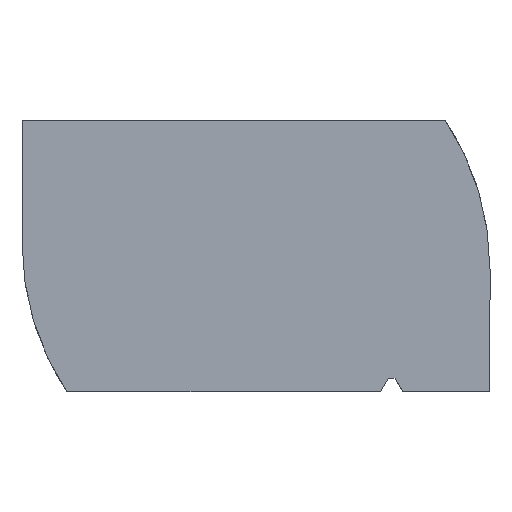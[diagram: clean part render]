
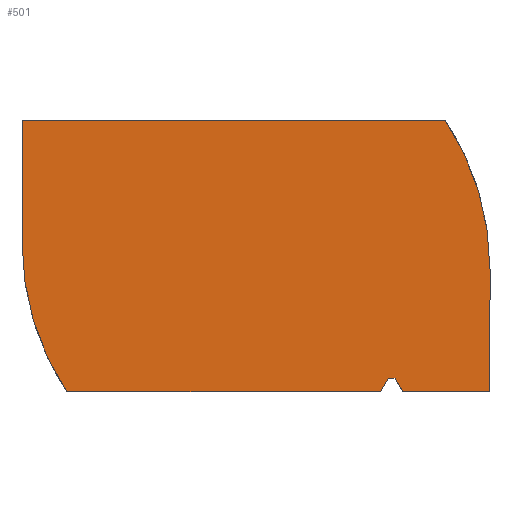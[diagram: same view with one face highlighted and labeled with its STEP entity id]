
A CAD part, front view. The second image highlights one B-rep face of the part: STEP entity #501.
In plain terms, the highlighted planar face has unit normal (0, -1, 0).
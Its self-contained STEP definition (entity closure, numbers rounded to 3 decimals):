
#75 = ORIENTED_EDGE ( 'NONE', *, *, #899, .F. ) ;
#98 = CARTESIAN_POINT ( 'NONE',  ( 17.25, 0., -1. ) ) ;
#138 = DIRECTION ( 'NONE',  ( -1., 0., 0. ) ) ;
#155 = LINE ( 'NONE', #940, #1613 ) ;
#172 = ORIENTED_EDGE ( 'NONE', *, *, #493, .F. ) ;
#181 = VERTEX_POINT ( 'NONE', #762 ) ;
#191 = ORIENTED_EDGE ( 'NONE', *, *, #839, .F. ) ;
#201 = CARTESIAN_POINT ( 'NONE',  ( -17.25, 0., 1. ) ) ;
#216 = DIRECTION ( 'NONE',  ( 0.5, 0., -0.866 ) ) ;
#254 = CARTESIAN_POINT ( 'NONE',  ( 17.25, 0., -1. ) ) ;
#272 = LINE ( 'NONE', #361, #1514 ) ;
#281 = AXIS2_PLACEMENT_3D ( 'NONE', #1011, #1563, #521 ) ;
#289 = LINE ( 'NONE', #1234, #1020 ) ;
#298 = VECTOR ( 'NONE', #1210, 1000. ) ;
#355 = LINE ( 'NONE', #254, #1090 ) ;
#361 = CARTESIAN_POINT ( 'NONE',  ( -13.953, 0., -10. ) ) ;
#389 = LINE ( 'NONE', #902, #1382 ) ;
#418 = VERTEX_POINT ( 'NONE', #774 ) ;
#422 = CARTESIAN_POINT ( 'NONE',  ( 9.75, 0., -9. ) ) ;
#428 = CARTESIAN_POINT ( 'NONE',  ( -13.953, 0., -10. ) ) ;
#433 = ORIENTED_EDGE ( 'NONE', *, *, #1685, .F. ) ;
#449 = EDGE_CURVE ( 'NONE', #1021, #463, #289, .T. ) ;
#463 = VERTEX_POINT ( 'NONE', #683 ) ;
#473 = VERTEX_POINT ( 'NONE', #428 ) ;
#485 = VERTEX_POINT ( 'NONE', #595 ) ;
#493 = EDGE_CURVE ( 'NONE', #485, #418, #1331, .T. ) ;
#501 = ADVANCED_FACE ( 'NONE', ( #1185 ), #1598, .T. ) ;
#502 = LINE ( 'NONE', #1012, #1482 ) ;
#521 = DIRECTION ( 'NONE',  ( 0., 0., -1. ) ) ;
#548 = DIRECTION ( 'NONE',  ( 0., 0., -1. ) ) ;
#564 = CARTESIAN_POINT ( 'NONE',  ( -17.25, 0., 10. ) ) ;
#575 = DIRECTION ( 'NONE',  ( 0., 1., 0. ) ) ;
#576 = LINE ( 'NONE', #1616, #706 ) ;
#595 = CARTESIAN_POINT ( 'NONE',  ( -17.25, 0., 10. ) ) ;
#635 = ORIENTED_EDGE ( 'NONE', *, *, #449, .T. ) ;
#678 = VERTEX_POINT ( 'NONE', #98 ) ;
#683 = CARTESIAN_POINT ( 'NONE',  ( 10.25, 0., -9. ) ) ;
#706 = VECTOR ( 'NONE', #1097, 1000. ) ;
#707 = CIRCLE ( 'NONE', #924, 20. ) ;
#756 = CIRCLE ( 'NONE', #281, 20. ) ;
#760 = ORIENTED_EDGE ( 'NONE', *, *, #1350, .F. ) ;
#762 = CARTESIAN_POINT ( 'NONE',  ( 17.25, 0., -10. ) ) ;
#774 = CARTESIAN_POINT ( 'NONE',  ( 13.953, 0., 10. ) ) ;
#809 = ORIENTED_EDGE ( 'NONE', *, *, #1153, .F. ) ;
#839 = EDGE_CURVE ( 'NONE', #473, #1112, #756, .T. ) ;
#883 = EDGE_CURVE ( 'NONE', #1062, #1021, #389, .T. ) ;
#899 = EDGE_CURVE ( 'NONE', #181, #1413, #272, .T. ) ;
#902 = CARTESIAN_POINT ( 'NONE',  ( 9.75, 0., -9. ) ) ;
#924 = AXIS2_PLACEMENT_3D ( 'NONE', #933, #575, #548 ) ;
#933 = CARTESIAN_POINT ( 'NONE',  ( -2.75, 0., -1. ) ) ;
#940 = CARTESIAN_POINT ( 'NONE',  ( -13.953, 0., -10. ) ) ;
#941 = DIRECTION ( 'NONE',  ( 0., -1., 0. ) ) ;
#957 = EDGE_CURVE ( 'NONE', #418, #678, #707, .T. ) ;
#1011 = CARTESIAN_POINT ( 'NONE',  ( 2.75, 0., 1. ) ) ;
#1012 = CARTESIAN_POINT ( 'NONE',  ( 10.827, 0., -10. ) ) ;
#1020 = VECTOR ( 'NONE', #1593, 1000. ) ;
#1021 = VERTEX_POINT ( 'NONE', #422 ) ;
#1041 = ORIENTED_EDGE ( 'NONE', *, *, #883, .T. ) ;
#1062 = VERTEX_POINT ( 'NONE', #1602 ) ;
#1090 = VECTOR ( 'NONE', #1404, 1000. ) ;
#1097 = DIRECTION ( 'NONE',  ( 0., 0., 1. ) ) ;
#1112 = VERTEX_POINT ( 'NONE', #201 ) ;
#1143 = EDGE_LOOP ( 'NONE', ( #1582, #75, #433, #1666, #172, #809, #191, #760, #1041, #635 ) ) ;
#1153 = EDGE_CURVE ( 'NONE', #1112, #485, #576, .T. ) ;
#1185 = FACE_OUTER_BOUND ( 'NONE', #1143, .T. ) ;
#1199 = EDGE_CURVE ( 'NONE', #463, #1413, #502, .T. ) ;
#1202 = DIRECTION ( 'NONE',  ( -1., 0., 0. ) ) ;
#1210 = DIRECTION ( 'NONE',  ( 1., 0., 0. ) ) ;
#1234 = CARTESIAN_POINT ( 'NONE',  ( 10.25, 0., -9. ) ) ;
#1331 = LINE ( 'NONE', #564, #298 ) ;
#1350 = EDGE_CURVE ( 'NONE', #1062, #473, #155, .T. ) ;
#1382 = VECTOR ( 'NONE', #1440, 1000. ) ;
#1404 = DIRECTION ( 'NONE',  ( 0., 0., -1. ) ) ;
#1413 = VERTEX_POINT ( 'NONE', #1476 ) ;
#1438 = AXIS2_PLACEMENT_3D ( 'NONE', #1459, #941, #1447 ) ;
#1440 = DIRECTION ( 'NONE',  ( 0.5, 0., 0.866 ) ) ;
#1447 = DIRECTION ( 'NONE',  ( 0., 0., -1. ) ) ;
#1459 = CARTESIAN_POINT ( 'NONE',  ( 2.75, 0., 1. ) ) ;
#1476 = CARTESIAN_POINT ( 'NONE',  ( 10.827, 0., -10. ) ) ;
#1482 = VECTOR ( 'NONE', #216, 1000. ) ;
#1514 = VECTOR ( 'NONE', #138, 1000. ) ;
#1563 = DIRECTION ( 'NONE',  ( 0., 1., 0. ) ) ;
#1582 = ORIENTED_EDGE ( 'NONE', *, *, #1199, .T. ) ;
#1593 = DIRECTION ( 'NONE',  ( 1., 0., 0. ) ) ;
#1598 = PLANE ( 'NONE',  #1438 ) ;
#1602 = CARTESIAN_POINT ( 'NONE',  ( 9.173, 0., -10. ) ) ;
#1613 = VECTOR ( 'NONE', #1202, 1000. ) ;
#1616 = CARTESIAN_POINT ( 'NONE',  ( -17.25, 0., 10. ) ) ;
#1666 = ORIENTED_EDGE ( 'NONE', *, *, #957, .F. ) ;
#1685 = EDGE_CURVE ( 'NONE', #678, #181, #355, .T. ) ;
